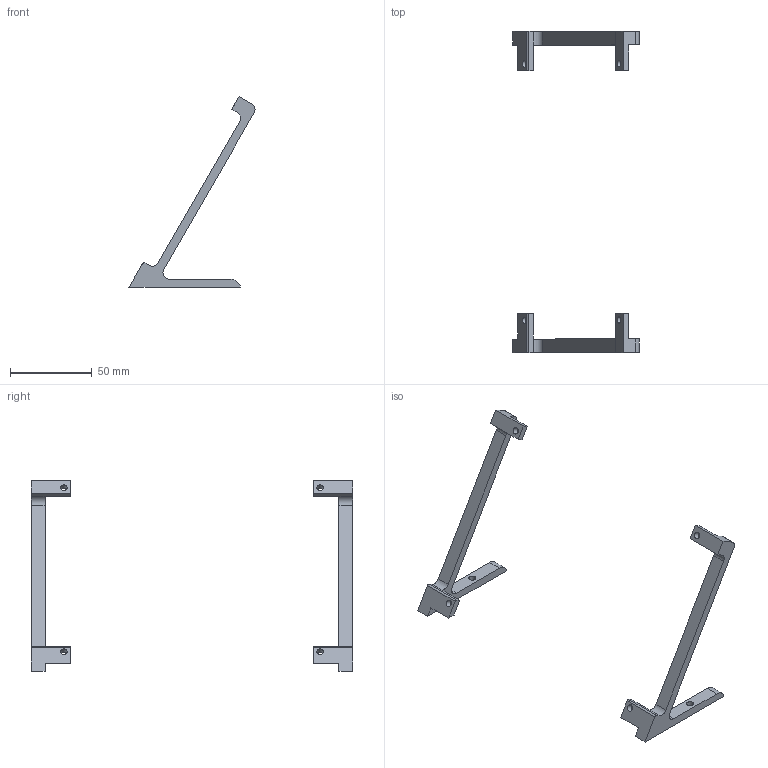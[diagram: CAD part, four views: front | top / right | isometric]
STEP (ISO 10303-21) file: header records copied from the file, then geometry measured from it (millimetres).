
FILE_DESCRIPTION(/* description */ (''),/* implementation_level */ '2;1');
FILE_NAME(/* name */ '041_Screen_Adapter.step',/* time_stamp */ '2025-11-22T19:20:19+01:00',/* author */ (''),/* organization */ (''),/* preprocessor_version */ 'ST-DEVELOPER v20.1',/* originating_system */ 'Autodesk Translation Framework v14.21.0.0',/* authorisation */ '');
FILE_SCHEMA (('AUTOMOTIVE_DESIGN { 1 0 10303 214 3 1 1 }'));
Length unit declared in the file: millimetre
Products named in the file (2): 2025-11-22-13-33-22-712; 2025-11-22-13-33-22-713
Assembly tree (1 placements, depth 2):
  2025-11-22-13-33-22-712
    2025-11-22-13-33-22-713
Bounding box: 77.26 x 197 x 116.86 mm (x, y, z)
Volume: 20954.4 mm3; surface area: 13076.6 mm2
Topology: 2 solids, 2 shells, 50 faces, 134 edges, 88 vertices
Faces by surface type: plane 32, cylinder 18
Full cylindrical faces by diameter (mm): 4 x4, 4.3 x2
Entity records: 1645 total; most frequent: DIRECTION 276, CARTESIAN_POINT 275, ORIENTED_EDGE 268, EDGE_CURVE 134, LINE 98, VECTOR 98, AXIS2_PLACEMENT_3D 89, VERTEX_POINT 88
